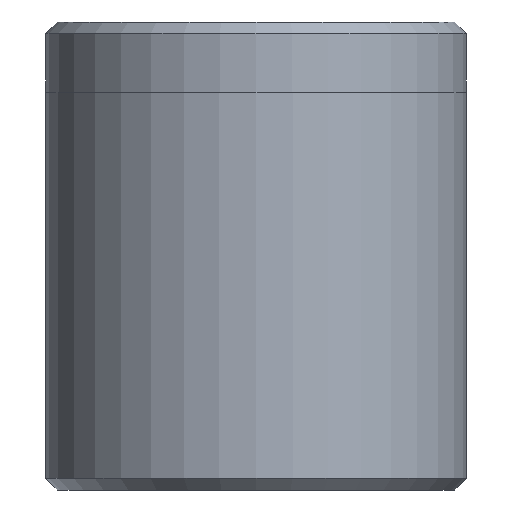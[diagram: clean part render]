
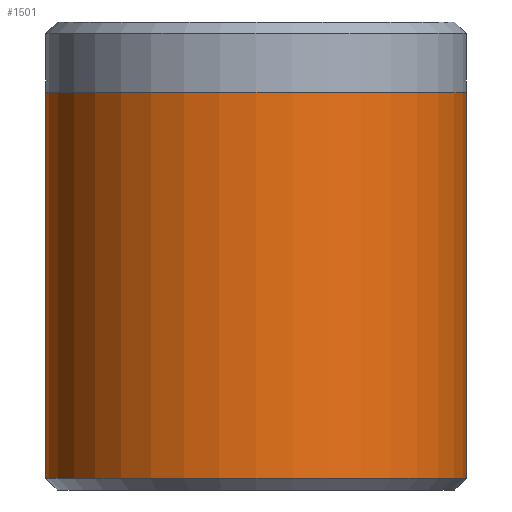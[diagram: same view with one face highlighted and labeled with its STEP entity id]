
A CAD part, front view. The second image highlights one B-rep face of the part: STEP entity #1501.
In plain terms, the highlighted cylindrical face has radius 9 mm (diameter 18 mm), a partial arc.
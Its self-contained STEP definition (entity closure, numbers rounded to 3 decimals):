
#7 = ORIENTED_EDGE ( 'NONE', *, *, #2942, .F. ) ;
#134 = CARTESIAN_POINT ( 'NONE',  ( -9., 0., 20. ) ) ;
#160 = ORIENTED_EDGE ( 'NONE', *, *, #1129, .T. ) ;
#175 = CARTESIAN_POINT ( 'NONE',  ( 9., 0., 0.5 ) ) ;
#215 = VECTOR ( 'NONE', #2045, 1000. ) ;
#428 = CARTESIAN_POINT ( 'NONE',  ( -9., 0., 17. ) ) ;
#521 = EDGE_LOOP ( 'NONE', ( #7, #1056, #1873, #160 ) ) ;
#538 = CARTESIAN_POINT ( 'NONE',  ( 0., 0., 17. ) ) ;
#712 = AXIS2_PLACEMENT_3D ( 'NONE', #2859, #2274, #1101 ) ;
#748 = VERTEX_POINT ( 'NONE', #428 ) ;
#774 = DIRECTION ( 'NONE',  ( 1., 0., 0. ) ) ;
#809 = LINE ( 'NONE', #1091, #1359 ) ;
#923 = AXIS2_PLACEMENT_3D ( 'NONE', #538, #2201, #774 ) ;
#1056 = ORIENTED_EDGE ( 'NONE', *, *, #2679, .F. ) ;
#1091 = CARTESIAN_POINT ( 'NONE',  ( 9., 0., 20. ) ) ;
#1101 = DIRECTION ( 'NONE',  ( -1., 0., 0. ) ) ;
#1129 = EDGE_CURVE ( 'NONE', #1590, #2434, #2187, .T. ) ;
#1321 = LINE ( 'NONE', #134, #215 ) ;
#1359 = VECTOR ( 'NONE', #1373, 1000. ) ;
#1373 = DIRECTION ( 'NONE',  ( 0., 0., -1. ) ) ;
#1497 = DIRECTION ( 'NONE',  ( 0., 0., 1. ) ) ;
#1501 = ADVANCED_FACE ( 'NONE', ( #2418 ), #2803, .T. ) ;
#1522 = DIRECTION ( 'NONE',  ( 1., 0., 0. ) ) ;
#1590 = VERTEX_POINT ( 'NONE', #2876 ) ;
#1741 = CIRCLE ( 'NONE', #923, 9. ) ;
#1873 = ORIENTED_EDGE ( 'NONE', *, *, #2287, .T. ) ;
#1946 = CARTESIAN_POINT ( 'NONE',  ( 0., 0., 0.5 ) ) ;
#2045 = DIRECTION ( 'NONE',  ( 0., 0., -1. ) ) ;
#2110 = AXIS2_PLACEMENT_3D ( 'NONE', #1946, #1497, #1522 ) ;
#2187 = CIRCLE ( 'NONE', #2110, 9. ) ;
#2201 = DIRECTION ( 'NONE',  ( 0., 0., 1. ) ) ;
#2274 = DIRECTION ( 'NONE',  ( 0., 0., -1. ) ) ;
#2287 = EDGE_CURVE ( 'NONE', #748, #1590, #1321, .T. ) ;
#2397 = VERTEX_POINT ( 'NONE', #2866 ) ;
#2418 = FACE_OUTER_BOUND ( 'NONE', #521, .T. ) ;
#2434 = VERTEX_POINT ( 'NONE', #175 ) ;
#2679 = EDGE_CURVE ( 'NONE', #748, #2397, #1741, .T. ) ;
#2803 = CYLINDRICAL_SURFACE ( 'NONE', #712, 9. ) ;
#2859 = CARTESIAN_POINT ( 'NONE',  ( 0., 0., 20. ) ) ;
#2866 = CARTESIAN_POINT ( 'NONE',  ( 9., 0., 17. ) ) ;
#2876 = CARTESIAN_POINT ( 'NONE',  ( -9., 0., 0.5 ) ) ;
#2942 = EDGE_CURVE ( 'NONE', #2397, #2434, #809, .T. ) ;
